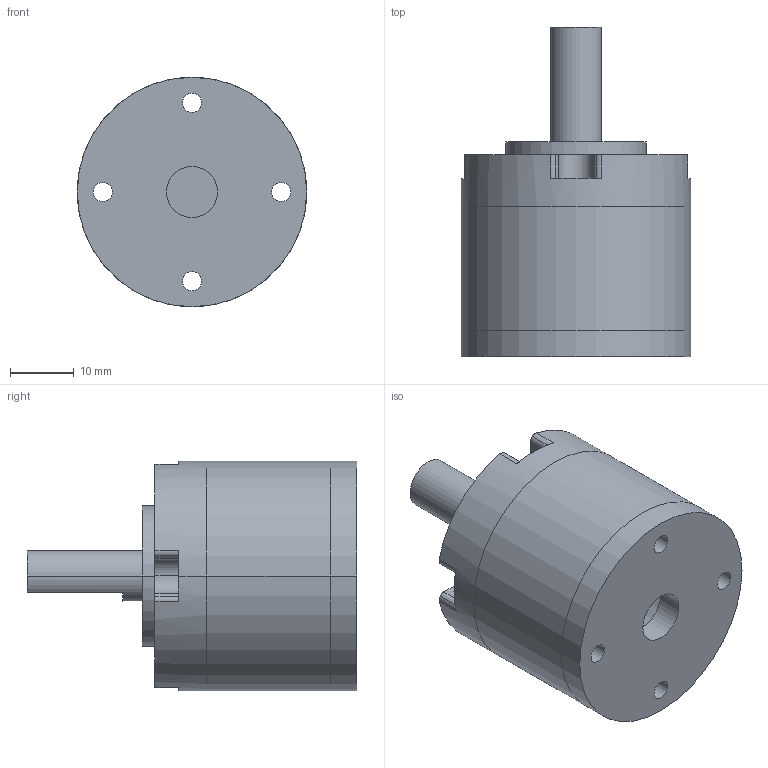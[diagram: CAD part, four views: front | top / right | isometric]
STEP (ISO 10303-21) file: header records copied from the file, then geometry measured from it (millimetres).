
FILE_DESCRIPTION (( 'STEP AP214' ), '1' );
FILE_NAME ('12lb gearbox.STEP', '2022-12-28T07:26:43', ( '' ), ( '' ), 'SwSTEP 2.0', 'SolidWorks 2021', '' );
FILE_SCHEMA (( 'AUTOMOTIVE_DESIGN' ));
Length unit declared in the file: inch
Products named in the file (3): 36mm gear box.step; 12lb gearbox; 3536 gearmotor with facemount.step
Assembly tree (2 placements, depth 3):
  12lb gearbox
    3536 gearmotor with facemount.step
      36mm gear box.step
Bounding box: 36 x 51.67 x 36 mm (x, y, z)
Volume: 24035.5 mm3; surface area: 12426.9 mm2
Topology: 4 solids, 4 shells, 93 faces, 252 edges, 168 vertices
Faces by surface type: cylinder 70, plane 23
Entity records: 3227 total; most frequent: DIRECTION 600, CARTESIAN_POINT 519, ORIENTED_EDGE 504, EDGE_CURVE 252, AXIS2_PLACEMENT_3D 249, VERTEX_POINT 168, CIRCLE 150, EDGE_LOOP 132
